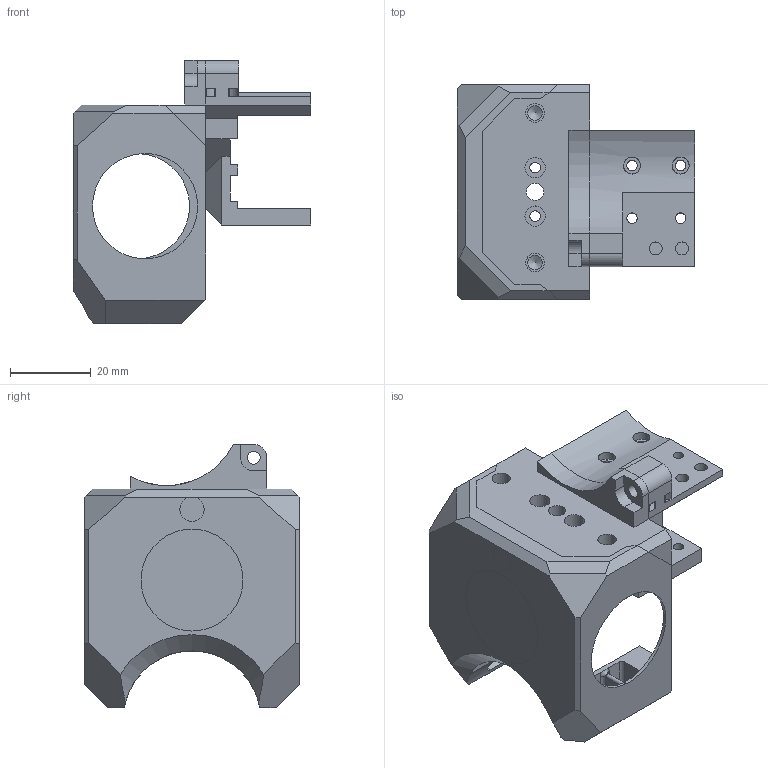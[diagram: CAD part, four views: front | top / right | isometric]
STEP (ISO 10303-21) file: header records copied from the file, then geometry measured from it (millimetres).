
FILE_DESCRIPTION(/* description */ (''),/* implementation_level */ '2;1');
FILE_NAME(/* name */ 'ToolheadAssembly.step',/* time_stamp */ '2022-09-09T23:42:00-07:00',/* author */ (''),/* organization */ (''),/* preprocessor_version */ 'ST-DEVELOPER v19',/* originating_system */ 'Autodesk Translation Framework v11.7.0.108',/* authorisation */ '');
FILE_SCHEMA (('AUTOMOTIVE_DESIGN { 1 0 10303 214 3 1 1 }'));
Length unit declared in the file: millimetre
Products named in the file (1): x_carriage_toolhead
Bounding box: 58.7 x 53 x 65 mm (x, y, z)
Volume: 32943.5 mm3; surface area: 24042.8 mm2
Topology: 3 solids, 3 shells, 332 faces, 883 edges, 567 vertices
Faces by surface type: plane 213, cylinder 84, bspline 15, torus 14, cone 6
Full cylindrical faces by diameter (mm): 2.6 x10, 3.2 x12, 3.6 x2, 4.2 x2, 4.3 x1, 4.6 x5, 4.7 x1, 5 x2, 6 x3, 24.4 x1, 26 x1
Entity records: 11150 total; most frequent: CARTESIAN_POINT 2721, ORIENTED_EDGE 1752, DIRECTION 1641, EDGE_CURVE 876, LINE 613, VECTOR 613, VERTEX_POINT 565, AXIS2_PLACEMENT_3D 514
